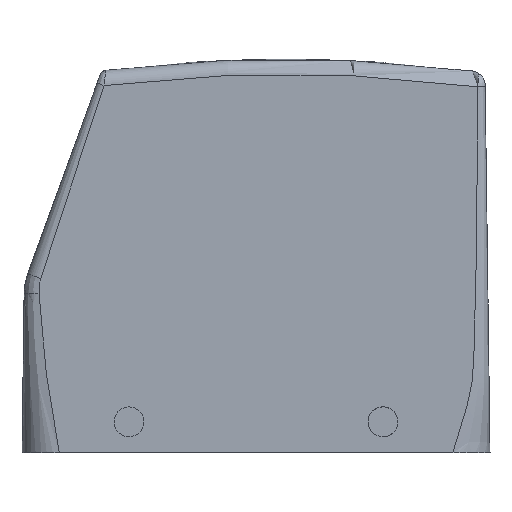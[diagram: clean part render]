
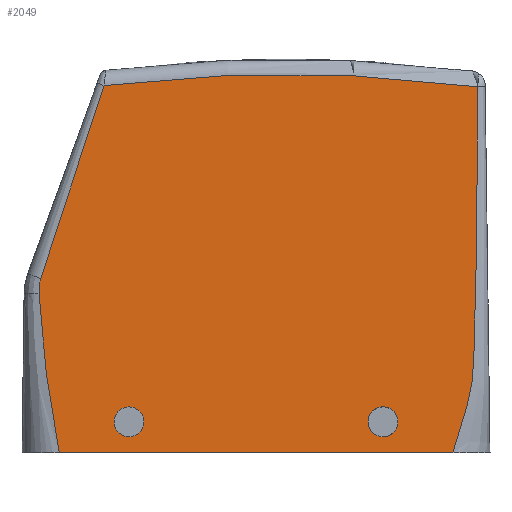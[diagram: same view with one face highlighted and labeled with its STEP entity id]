
A CAD part, left-side view. The second image highlights one B-rep face of the part: STEP entity #2049.
In plain terms, the highlighted planar face has unit normal (-1, 0, 0).
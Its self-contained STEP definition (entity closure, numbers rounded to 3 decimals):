
#1944=AXIS2_PLACEMENT_3D('Plane Axis2P3D',#1941,#1942,#1943) ;
#1948=AXIS2_PLACEMENT_3D('Circle Axis2P3D',#1946,#1947,$) ;
#2015=AXIS2_PLACEMENT_3D('Circle Axis2P3D',#2013,#2014,$) ;
#2024=AXIS2_PLACEMENT_3D('Circle Axis2P3D',#2022,#2023,$) ;
#2033=AXIS2_PLACEMENT_3D('Circle Axis2P3D',#2031,#2032,$) ;
#2042=AXIS2_PLACEMENT_3D('Circle Axis2P3D',#2040,#2041,$) ;
#889=CARTESIAN_POINT('Vertex',(7.75,7.471,0.)) ;
#894=CARTESIAN_POINT('Line Origine',(7.75,46.994,0.)) ;
#898=CARTESIAN_POINT('Vertex',(7.75,86.516,0.)) ;
#1890=CARTESIAN_POINT('Vertex',(7.75,2.46,73.489)) ;
#1894=CARTESIAN_POINT('Control Point',(7.75,2.46,73.489)) ;
#1895=CARTESIAN_POINT('Control Point',(7.75,2.458,73.057)) ;
#1896=CARTESIAN_POINT('Control Point',(7.75,2.457,72.62)) ;
#1897=CARTESIAN_POINT('Control Point',(7.75,2.456,72.19)) ;
#1898=CARTESIAN_POINT('Control Point',(7.75,2.452,70.79)) ;
#1899=CARTESIAN_POINT('Control Point',(7.75,2.449,69.397)) ;
#1900=CARTESIAN_POINT('Control Point',(7.75,2.449,68.43)) ;
#1901=CARTESIAN_POINT('Control Point',(7.75,2.449,66.502)) ;
#1902=CARTESIAN_POINT('Control Point',(7.75,2.452,64.574)) ;
#1903=CARTESIAN_POINT('Control Point',(7.75,2.455,63.609)) ;
#1904=CARTESIAN_POINT('Control Point',(7.75,2.468,60.284)) ;
#1905=CARTESIAN_POINT('Control Point',(7.75,2.491,56.958)) ;
#1906=CARTESIAN_POINT('Control Point',(7.75,2.513,54.596)) ;
#1907=CARTESIAN_POINT('Control Point',(7.75,2.567,49.872)) ;
#1908=CARTESIAN_POINT('Control Point',(7.75,2.636,45.15)) ;
#1909=CARTESIAN_POINT('Control Point',(7.75,2.674,42.79)) ;
#1910=CARTESIAN_POINT('Control Point',(7.75,2.757,38.071)) ;
#1911=CARTESIAN_POINT('Control Point',(7.75,2.852,33.356)) ;
#1912=CARTESIAN_POINT('Control Point',(7.75,2.904,31.)) ;
#1913=CARTESIAN_POINT('Control Point',(7.75,2.983,27.612)) ;
#1914=CARTESIAN_POINT('Control Point',(7.75,3.077,24.224)) ;
#1915=CARTESIAN_POINT('Control Point',(7.75,3.107,23.192)) ;
#1916=CARTESIAN_POINT('Control Point',(7.75,3.155,21.643)) ;
#1917=CARTESIAN_POINT('Control Point',(7.75,3.207,20.095)) ;
#1918=CARTESIAN_POINT('Control Point',(7.75,3.225,19.579)) ;
#1919=CARTESIAN_POINT('Control Point',(7.75,3.292,17.624)) ;
#1920=CARTESIAN_POINT('Control Point',(7.75,3.387,15.67)) ;
#1921=CARTESIAN_POINT('Control Point',(7.75,3.547,14.234)) ;
#1922=CARTESIAN_POINT('Control Point',(7.75,4.016,11.522)) ;
#1923=CARTESIAN_POINT('Control Point',(7.75,4.733,8.846)) ;
#1924=CARTESIAN_POINT('Control Point',(7.75,5.116,7.583)) ;
#1925=CARTESIAN_POINT('Control Point',(7.75,5.705,5.721)) ;
#1926=CARTESIAN_POINT('Control Point',(7.75,6.298,3.859)) ;
#1927=CARTESIAN_POINT('Control Point',(7.75,6.489,3.253)) ;
#1928=CARTESIAN_POINT('Control Point',(7.75,6.806,2.237)) ;
#1929=CARTESIAN_POINT('Control Point',(7.75,7.113,1.219)) ;
#1930=CARTESIAN_POINT('Control Point',(7.75,7.233,0.813)) ;
#1931=CARTESIAN_POINT('Control Point',(7.75,7.352,0.408)) ;
#1932=CARTESIAN_POINT('Control Point',(7.75,7.471,0.)) ;
#1941=CARTESIAN_POINT('Axis2P3D Location',(7.75,-17.985,-37.458)) ;
#1946=CARTESIAN_POINT('Axis2P3D Location',(7.75,41.,-221.)) ;
#1950=CARTESIAN_POINT('Vertex',(7.75,77.52,73.746)) ;
#1954=CARTESIAN_POINT('Control Point',(7.75,77.52,73.746)) ;
#1955=CARTESIAN_POINT('Control Point',(7.75,77.585,73.558)) ;
#1956=CARTESIAN_POINT('Control Point',(7.75,77.649,73.369)) ;
#1957=CARTESIAN_POINT('Control Point',(7.75,77.714,73.18)) ;
#1958=CARTESIAN_POINT('Control Point',(7.75,79.288,68.58)) ;
#1959=CARTESIAN_POINT('Control Point',(7.75,80.853,63.971)) ;
#1960=CARTESIAN_POINT('Control Point',(7.75,82.329,59.537)) ;
#1961=CARTESIAN_POINT('Control Point',(7.75,84.298,53.548)) ;
#1962=CARTESIAN_POINT('Control Point',(7.75,86.238,47.556)) ;
#1963=CARTESIAN_POINT('Control Point',(7.75,86.739,46.003)) ;
#1964=CARTESIAN_POINT('Control Point',(7.75,87.624,43.249)) ;
#1965=CARTESIAN_POINT('Control Point',(7.75,88.502,40.495)) ;
#1966=CARTESIAN_POINT('Control Point',(7.75,88.869,39.338)) ;
#1967=CARTESIAN_POINT('Control Point',(7.75,89.371,37.748)) ;
#1968=CARTESIAN_POINT('Control Point',(7.75,89.868,36.158)) ;
#1969=CARTESIAN_POINT('Control Point',(7.75,89.99,35.769)) ;
#1970=CARTESIAN_POINT('Control Point',(7.75,90.111,35.38)) ;
#1971=CARTESIAN_POINT('Control Point',(7.75,90.231,34.991)) ;
#1972=CARTESIAN_POINT('Vertex',(7.75,90.231,34.991)) ;
#1976=CARTESIAN_POINT('Control Point',(7.75,90.231,34.991)) ;
#1977=CARTESIAN_POINT('Control Point',(7.75,90.405,34.402)) ;
#1978=CARTESIAN_POINT('Control Point',(7.75,90.529,33.797)) ;
#1979=CARTESIAN_POINT('Control Point',(7.75,90.601,33.184)) ;
#1980=CARTESIAN_POINT('Control Point',(7.75,90.618,32.568)) ;
#1981=CARTESIAN_POINT('Control Point',(7.75,90.581,31.961)) ;
#1982=CARTESIAN_POINT('Vertex',(7.75,90.581,31.961)) ;
#1986=CARTESIAN_POINT('Control Point',(7.75,90.581,31.961)) ;
#1987=CARTESIAN_POINT('Control Point',(7.75,90.438,28.549)) ;
#1988=CARTESIAN_POINT('Control Point',(7.75,90.265,25.135)) ;
#1989=CARTESIAN_POINT('Control Point',(7.75,89.933,21.715)) ;
#1990=CARTESIAN_POINT('Control Point',(7.75,89.251,16.559)) ;
#1991=CARTESIAN_POINT('Control Point',(7.75,88.417,11.42)) ;
#1992=CARTESIAN_POINT('Control Point',(7.75,88.121,9.664)) ;
#1993=CARTESIAN_POINT('Control Point',(7.75,87.72,7.298)) ;
#1994=CARTESIAN_POINT('Control Point',(7.75,87.323,4.931)) ;
#1995=CARTESIAN_POINT('Control Point',(7.75,87.22,4.315)) ;
#1996=CARTESIAN_POINT('Control Point',(7.75,87.067,3.391)) ;
#1997=CARTESIAN_POINT('Control Point',(7.75,86.915,2.466)) ;
#1998=CARTESIAN_POINT('Control Point',(7.75,86.865,2.158)) ;
#1999=CARTESIAN_POINT('Control Point',(7.75,86.764,1.541)) ;
#2000=CARTESIAN_POINT('Control Point',(7.75,86.665,0.925)) ;
#2001=CARTESIAN_POINT('Control Point',(7.75,86.615,0.617)) ;
#2002=CARTESIAN_POINT('Control Point',(7.75,86.566,0.308)) ;
#2003=CARTESIAN_POINT('Control Point',(7.75,86.516,0.)) ;
#2013=CARTESIAN_POINT('Axis2P3D Location',(7.75,72.5,6.2)) ;
#2017=CARTESIAN_POINT('Vertex',(7.75,70.745,7.159)) ;
#2019=CARTESIAN_POINT('Vertex',(7.75,74.255,5.241)) ;
#2022=CARTESIAN_POINT('Axis2P3D Location',(7.75,72.5,6.2)) ;
#2031=CARTESIAN_POINT('Axis2P3D Location',(7.75,21.5,6.2)) ;
#2035=CARTESIAN_POINT('Vertex',(7.75,19.745,5.241)) ;
#2037=CARTESIAN_POINT('Vertex',(7.75,23.255,7.159)) ;
#2040=CARTESIAN_POINT('Axis2P3D Location',(7.75,21.5,6.2)) ;
#895=DIRECTION('Vector Direction',(0.,-1.,0.)) ;
#1942=DIRECTION('Axis2P3D Direction',(-1.,0.,0.)) ;
#1943=DIRECTION('Axis2P3D XDirection',(0.,-0.317,0.949)) ;
#1947=DIRECTION('Axis2P3D Direction',(-1.,0.,0.)) ;
#2014=DIRECTION('Axis2P3D Direction',(-1.,0.,0.)) ;
#2023=DIRECTION('Axis2P3D Direction',(-1.,0.,0.)) ;
#2032=DIRECTION('Axis2P3D Direction',(-1.,0.,0.)) ;
#2041=DIRECTION('Axis2P3D Direction',(-1.,0.,0.)) ;
#896=VECTOR('Line Direction',#895,1.) ;
#2006=ORIENTED_EDGE('',*,*,#1952,.T.) ;
#2007=ORIENTED_EDGE('',*,*,#1974,.F.) ;
#2008=ORIENTED_EDGE('',*,*,#1984,.F.) ;
#2009=ORIENTED_EDGE('',*,*,#2004,.F.) ;
#2010=ORIENTED_EDGE('',*,*,#900,.T.) ;
#2011=ORIENTED_EDGE('',*,*,#1933,.T.) ;
#2028=ORIENTED_EDGE('',*,*,#2021,.F.) ;
#2029=ORIENTED_EDGE('',*,*,#2026,.F.) ;
#2046=ORIENTED_EDGE('',*,*,#2039,.F.) ;
#2047=ORIENTED_EDGE('',*,*,#2044,.F.) ;
#2030=FACE_BOUND('',#2027,.T.) ;
#2048=FACE_BOUND('',#2045,.T.) ;
#2049=ADVANCED_FACE('Hood',(#2012,#2030,#2048),#1945,.T.) ;
#1893=B_SPLINE_CURVE_WITH_KNOTS('',5,(#1894,#1895,#1896,#1897,#1898,#1899,#1900,#1901,#1902,#1903,#1904,#1905,#1906,#1907,#1908,#1909,#1910,#1911,#1912,#1913,#1914,#1915,#1916,#1917,#1918,#1919,#1920,#1921,#1922,#1923,#1924,#1925,#1926,#1927,#1928,#1929,#1930,#1931,#1932),.UNSPECIFIED.,.F.,.U.,(6,3,3,3,3,3,3,3,3,3,3,3,6),(8.236,10.397,15.205,20.013,31.789,43.566,55.342,60.507,63.09,70.288,76.773,79.902,82.016),.UNSPECIFIED.) ;
#1953=B_SPLINE_CURVE_WITH_KNOTS('',5,(#1954,#1955,#1956,#1957,#1958,#1959,#1960,#1961,#1962,#1963,#1964,#1965,#1966,#1967,#1968,#1969,#1970,#1971),.UNSPECIFIED.,.F.,.U.,(6,3,3,3,3,6),(0.,1.414,34.405,45.942,54.86,57.747),.UNSPECIFIED.) ;
#1975=B_SPLINE_CURVE_WITH_KNOTS('',5,(#1976,#1977,#1978,#1979,#1980,#1981),.UNSPECIFIED.,.F.,.U.,(6,6),(0.,4.342),.UNSPECIFIED.) ;
#1985=B_SPLINE_CURVE_WITH_KNOTS('',5,(#1986,#1987,#1988,#1989,#1990,#1991,#1992,#1993,#1994,#1995,#1996,#1997,#1998,#1999,#2000,#2001,#2002,#2003),.UNSPECIFIED.,.F.,.U.,(6,3,3,3,3,6),(0.,24.247,36.778,41.186,43.39,45.594),.UNSPECIFIED.) ;
#1949=CIRCLE('generated circle',#1948,297.) ;
#2016=CIRCLE('generated circle',#2015,2.) ;
#2025=CIRCLE('generated circle',#2024,2.) ;
#2034=CIRCLE('generated circle',#2033,2.) ;
#2043=CIRCLE('generated circle',#2042,2.) ;
#900=EDGE_CURVE('',#899,#890,#897,.T.) ;
#1933=EDGE_CURVE('',#890,#1891,#1893,.F.) ;
#1952=EDGE_CURVE('',#1891,#1951,#1949,.T.) ;
#1974=EDGE_CURVE('',#1973,#1951,#1953,.F.) ;
#1984=EDGE_CURVE('',#1983,#1973,#1975,.F.) ;
#2004=EDGE_CURVE('',#899,#1983,#1985,.F.) ;
#2021=EDGE_CURVE('',#2018,#2020,#2016,.T.) ;
#2026=EDGE_CURVE('',#2020,#2018,#2025,.T.) ;
#2039=EDGE_CURVE('',#2036,#2038,#2034,.T.) ;
#2044=EDGE_CURVE('',#2038,#2036,#2043,.T.) ;
#2005=EDGE_LOOP('',(#2006,#2007,#2008,#2009,#2010,#2011)) ;
#2027=EDGE_LOOP('',(#2028,#2029)) ;
#2045=EDGE_LOOP('',(#2046,#2047)) ;
#2012=FACE_OUTER_BOUND('',#2005,.T.) ;
#897=LINE('Line',#894,#896) ;
#1945=PLANE('',#1944) ;
#890=VERTEX_POINT('',#889) ;
#899=VERTEX_POINT('',#898) ;
#1891=VERTEX_POINT('',#1890) ;
#1951=VERTEX_POINT('',#1950) ;
#1973=VERTEX_POINT('',#1972) ;
#1983=VERTEX_POINT('',#1982) ;
#2018=VERTEX_POINT('',#2017) ;
#2020=VERTEX_POINT('',#2019) ;
#2036=VERTEX_POINT('',#2035) ;
#2038=VERTEX_POINT('',#2037) ;
